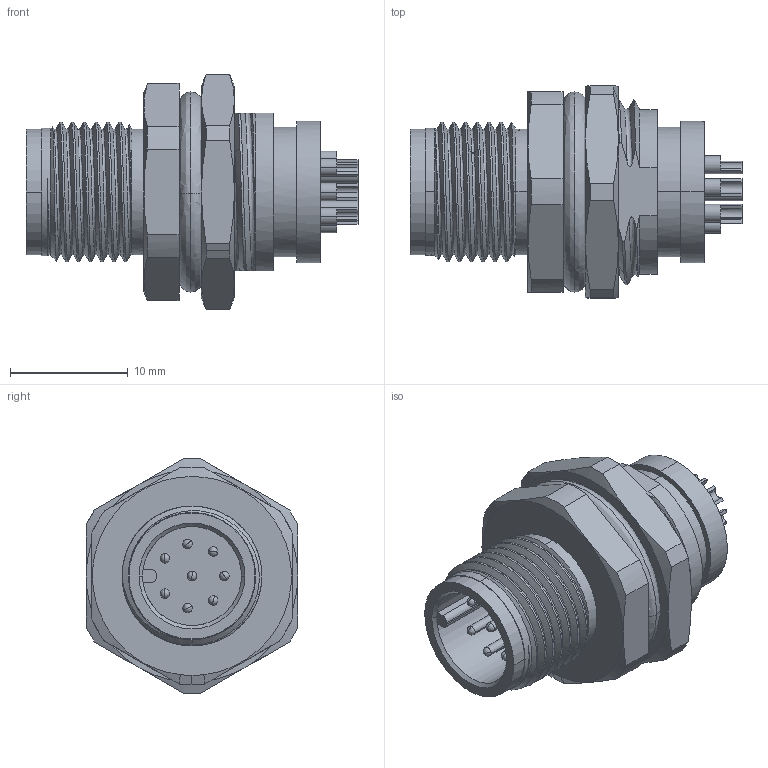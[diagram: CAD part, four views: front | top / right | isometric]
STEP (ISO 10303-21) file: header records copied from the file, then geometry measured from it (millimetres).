
FILE_DESCRIPTION (( 'STEP AP203' ), '1' );
FILE_NAME ('54-00538.STEP', '2025-12-01T22:43:34', ( '' ), ( '' ), 'SwSTEP 2.0', 'SolidWorks 2025', '' );
FILE_SCHEMA (( 'CONFIG_CONTROL_DESIGN' ));
Length unit declared in the file: millimetre
Products named in the file (3): 56-00046; 54-00538
Assembly tree (2 placements, depth 2):
  54-00538
    54-00538
    56-00046
Bounding box: 28.2 x 18 x 19.95 mm (x, y, z)
Volume: 2455.6 mm3; surface area: 5061 mm2
Topology: 4 solids, 4 shells, 389 faces, 1138 edges, 764 vertices
Faces by surface type: cylinder 182, plane 81, bspline 70, cone 56
Entity records: 28241 total; most frequent: CARTESIAN_POINT 18750, ORIENTED_EDGE 2212, DIRECTION 1489, EDGE_CURVE 1106, VERTEX_POINT 764, AXIS2_PLACEMENT_3D 602, B_SPLINE_CURVE_WITH_KNOTS 543, EDGE_LOOP 434
